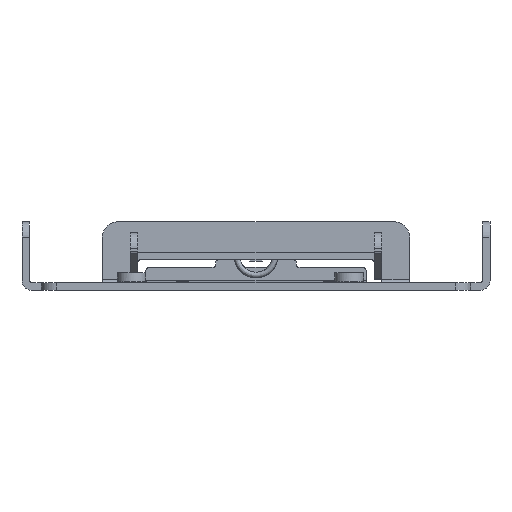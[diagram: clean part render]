
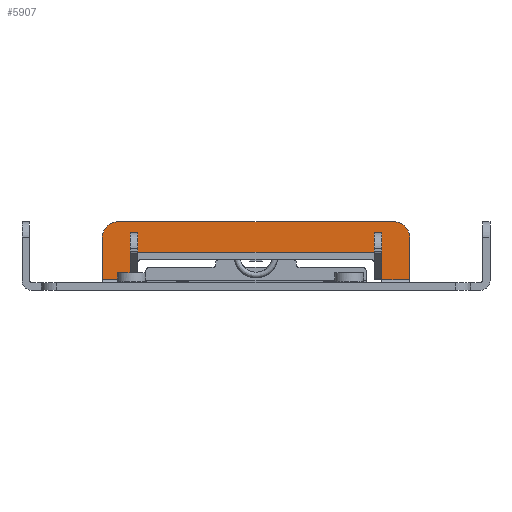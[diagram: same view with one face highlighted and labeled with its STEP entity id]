
A CAD part, front view. The second image highlights one B-rep face of the part: STEP entity #5907.
In plain terms, the highlighted planar face has unit normal (0, -1, 0).
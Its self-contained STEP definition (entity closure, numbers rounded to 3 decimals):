
#1746=DIRECTION('',(1.,0.,0.));
#1747=VECTOR('',#1746,4.5);
#1748=CARTESIAN_POINT('',(-24.7,29.689,1.7));
#1749=LINE('',#1748,#1747);
#1753=DIRECTION('',(0.,0.,-1.));
#1754=VECTOR('',#1753,6.8);
#1755=CARTESIAN_POINT('',(-24.7,29.689,8.5));
#1756=LINE('',#1755,#1754);
#1790=CARTESIAN_POINT('',(-22.2,29.689,8.5));
#1791=DIRECTION('',(0.,1.,0.));
#1792=DIRECTION('',(-1.,0.,0.));
#1793=AXIS2_PLACEMENT_3D('',#1790,#1791,#1792);
#1798=DIRECTION('',(1.,0.,0.));
#1799=VECTOR('',#1798,44.4);
#1800=CARTESIAN_POINT('',(-22.2,29.689,11.));
#1801=LINE('',#1800,#1799);
#1805=CARTESIAN_POINT('',(22.2,29.689,8.5));
#1806=DIRECTION('',(0.,1.,0.));
#1807=DIRECTION('',(0.,0.,1.));
#1808=AXIS2_PLACEMENT_3D('',#1805,#1806,#1807);
#1813=DIRECTION('',(0.,0.,-1.));
#1814=VECTOR('',#1813,6.8);
#1815=CARTESIAN_POINT('',(24.7,29.689,8.5));
#1816=LINE('',#1815,#1814);
#1820=CARTESIAN_POINT('',(18.7,29.689,4.6));
#1821=DIRECTION('',(0.,-1.,0.));
#1822=DIRECTION('',(1.,0.,0.));
#1823=AXIS2_PLACEMENT_3D('',#1820,#1821,#1822);
#1828=DIRECTION('',(-1.,0.,0.));
#1829=VECTOR('',#1828,37.4);
#1830=CARTESIAN_POINT('',(18.7,29.689,6.1));
#1831=LINE('',#1830,#1829);
#1835=CARTESIAN_POINT('',(-18.7,29.689,4.6));
#1836=DIRECTION('',(0.,-1.,0.));
#1837=DIRECTION('',(0.,0.,1.));
#1838=AXIS2_PLACEMENT_3D('',#1835,#1836,#1837);
#1843=DIRECTION('',(0.,0.,-1.));
#1844=VECTOR('',#1843,2.9);
#1845=CARTESIAN_POINT('',(-20.2,29.689,4.6));
#1846=LINE('',#1845,#1844);
#1959=DIRECTION('',(0.,0.,-1.));
#1960=VECTOR('',#1959,2.9);
#1961=CARTESIAN_POINT('',(20.2,29.689,4.6));
#1962=LINE('',#1961,#1960);
#2017=DIRECTION('',(1.,0.,0.));
#2018=VECTOR('',#2017,4.5);
#2019=CARTESIAN_POINT('',(20.2,29.689,1.7));
#2020=LINE('',#2019,#2018);
#4310=CARTESIAN_POINT('',(-20.2,29.689,1.7));
#4311=VERTEX_POINT('',#4310);
#4312=CARTESIAN_POINT('',(-20.2,29.689,4.6));
#4313=VERTEX_POINT('',#4312);
#4318=CARTESIAN_POINT('',(-24.7,29.689,1.7));
#4319=VERTEX_POINT('',#4318);
#4320=CARTESIAN_POINT('',(-24.7,29.689,8.5));
#4321=VERTEX_POINT('',#4320);
#4326=CARTESIAN_POINT('',(-22.2,29.689,11.));
#4327=VERTEX_POINT('',#4326);
#4328=CARTESIAN_POINT('',(22.2,29.689,11.));
#4329=VERTEX_POINT('',#4328);
#4330=CARTESIAN_POINT('',(24.7,29.689,8.5));
#4331=VERTEX_POINT('',#4330);
#4332=CARTESIAN_POINT('',(24.7,29.689,1.7));
#4333=VERTEX_POINT('',#4332);
#4334=CARTESIAN_POINT('',(20.2,29.689,1.7));
#4335=VERTEX_POINT('',#4334);
#4336=CARTESIAN_POINT('',(20.2,29.689,4.6));
#4337=VERTEX_POINT('',#4336);
#4338=CARTESIAN_POINT('',(18.7,29.689,6.1));
#4339=VERTEX_POINT('',#4338);
#4340=CARTESIAN_POINT('',(-18.7,29.689,6.1));
#4341=VERTEX_POINT('',#4340);
#5879=CARTESIAN_POINT('',(24.7,29.689,11.));
#5880=DIRECTION('',(0.,1.,0.));
#5881=DIRECTION('',(-1.,0.,0.));
#5882=AXIS2_PLACEMENT_3D('',#5879,#5880,#5881);
#5883=PLANE('',#5882);
#5884=ORIENTED_EDGE('',*,*,#5852,.F.);
#5885=ORIENTED_EDGE('',*,*,#5863,.F.);
#5887=ORIENTED_EDGE('',*,*,#5886,.T.);
#5889=ORIENTED_EDGE('',*,*,#5888,.T.);
#5891=ORIENTED_EDGE('',*,*,#5890,.T.);
#5893=ORIENTED_EDGE('',*,*,#5892,.T.);
#5895=ORIENTED_EDGE('',*,*,#5894,.F.);
#5897=ORIENTED_EDGE('',*,*,#5896,.F.);
#5899=ORIENTED_EDGE('',*,*,#5898,.T.);
#5901=ORIENTED_EDGE('',*,*,#5900,.T.);
#5903=ORIENTED_EDGE('',*,*,#5902,.T.);
#5904=ORIENTED_EDGE('',*,*,#5831,.T.);
#5905=EDGE_LOOP('',(#5884,#5885,#5887,#5889,#5891,#5893,#5895,#5897,#5899,#5901,
#5903,#5904));
#5906=FACE_OUTER_BOUND('',#5905,.F.);
#1794=CIRCLE('',#1793,2.5);
#1809=CIRCLE('',#1808,2.5);
#1824=CIRCLE('',#1823,1.5);
#1839=CIRCLE('',#1838,1.5);
#5831=EDGE_CURVE('',#4313,#4311,#1846,.T.);
#5852=EDGE_CURVE('',#4319,#4311,#1749,.T.);
#5863=EDGE_CURVE('',#4321,#4319,#1756,.T.);
#5886=EDGE_CURVE('',#4321,#4327,#1794,.T.);
#5888=EDGE_CURVE('',#4327,#4329,#1801,.T.);
#5890=EDGE_CURVE('',#4329,#4331,#1809,.T.);
#5892=EDGE_CURVE('',#4331,#4333,#1816,.T.);
#5894=EDGE_CURVE('',#4335,#4333,#2020,.T.);
#5896=EDGE_CURVE('',#4337,#4335,#1962,.T.);
#5898=EDGE_CURVE('',#4337,#4339,#1824,.T.);
#5900=EDGE_CURVE('',#4339,#4341,#1831,.T.);
#5902=EDGE_CURVE('',#4341,#4313,#1839,.T.);
#5907=ADVANCED_FACE('',(#5906),#5883,.F.);
